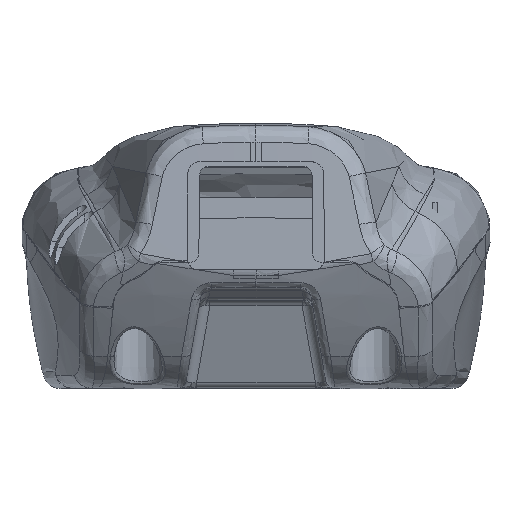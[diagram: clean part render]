
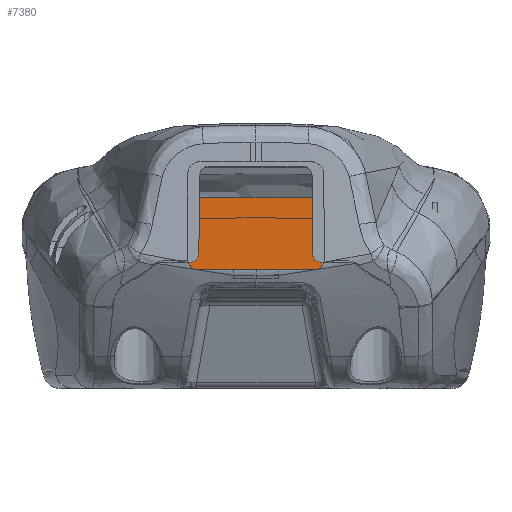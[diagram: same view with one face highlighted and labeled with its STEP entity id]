
A CAD part, top view. The second image highlights one B-rep face of the part: STEP entity #7380.
In plain terms, the highlighted planar face has unit normal (0, 0, -1).
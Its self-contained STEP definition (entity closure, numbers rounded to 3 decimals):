
#196=PLANE('',#8993);
#440=LINE('',#110402,#802);
#441=LINE('',#110409,#803);
#442=LINE('',#110411,#804);
#443=LINE('',#110412,#805);
#802=VECTOR('',#10212,1000.);
#803=VECTOR('',#10221,1000.);
#804=VECTOR('',#10222,1000.);
#805=VECTOR('',#10223,1000.);
#1680=FACE_OUTER_BOUND('',#2067,.T.);
#2067=EDGE_LOOP('',(#6595,#6596,#6597,#6598));
#3010=VERTEX_POINT('',#110398);
#3012=VERTEX_POINT('',#110401);
#3014=VERTEX_POINT('',#110408);
#3015=VERTEX_POINT('',#110410);
#4405=EDGE_CURVE('',#3012,#3010,#440,.T.);
#4409=EDGE_CURVE('',#3012,#3014,#441,.T.);
#4410=EDGE_CURVE('',#3010,#3015,#442,.T.);
#4411=EDGE_CURVE('',#3014,#3015,#443,.T.);
#6595=ORIENTED_EDGE('',*,*,#4409,.F.);
#6596=ORIENTED_EDGE('',*,*,#4405,.T.);
#6597=ORIENTED_EDGE('',*,*,#4410,.T.);
#6598=ORIENTED_EDGE('',*,*,#4411,.F.);
#7380=ADVANCED_FACE('',(#1680),#196,.T.);
#8993=AXIS2_PLACEMENT_3D('',#110407,#10219,#10220);
#10212=DIRECTION('',(0.,-1.,0.));
#10219=DIRECTION('center_axis',(0.,0.,-1.));
#10220=DIRECTION('ref_axis',(-1.,0.,0.));
#10221=DIRECTION('',(-1.,0.,0.));
#10222=DIRECTION('',(-1.,0.,0.));
#10223=DIRECTION('',(0.,-1.,0.));
#110398=CARTESIAN_POINT('',(10.368,118.12,3.707));
#110401=CARTESIAN_POINT('',(10.368,136.665,3.707));
#110402=CARTESIAN_POINT('',(10.368,118.085,3.707));
#110407=CARTESIAN_POINT('Origin',(10.736,118.085,3.707));
#110408=CARTESIAN_POINT('',(-10.368,136.665,3.707));
#110409=CARTESIAN_POINT('',(0.,136.665,3.707));
#110410=CARTESIAN_POINT('',(-10.368,118.12,3.707));
#110411=CARTESIAN_POINT('',(0.,118.12,3.707));
#110412=CARTESIAN_POINT('',(-10.368,118.085,3.707));
